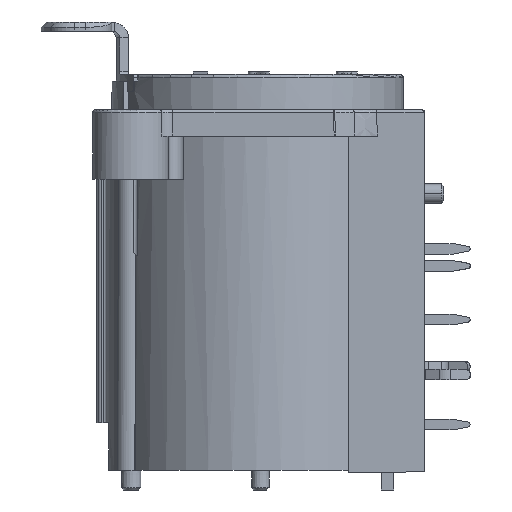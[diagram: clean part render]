
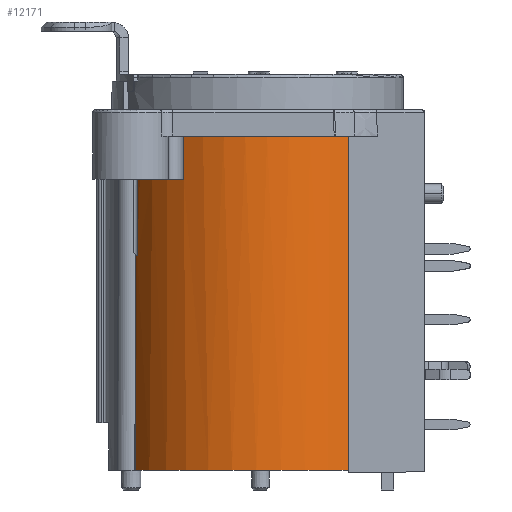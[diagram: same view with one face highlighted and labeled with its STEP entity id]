
A CAD part, left-side view. The second image highlights one B-rep face of the part: STEP entity #12171.
In plain terms, the highlighted cylindrical face has radius 10.9 mm (diameter 21.8 mm), a partial arc.
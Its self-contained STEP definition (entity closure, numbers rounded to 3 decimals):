
#156=CARTESIAN_POINT('',(12.8,14.,-8.2));
#157=DIRECTION('',(0.,0.,-1.));
#158=DIRECTION('',(-0.844,0.537,0.));
#159=AXIS2_PLACEMENT_3D('',#156,#157,#158);
#238=DIRECTION('',(0.,0.,-1.));
#239=VECTOR('',#238,25.493);
#240=CARTESIAN_POINT('',(4.2,7.303,-4.9));
#241=LINE('',#240,#239);
#242=CARTESIAN_POINT('',(7.249,23.38,-14.));
#243=CARTESIAN_POINT('',(7.244,23.378,-12.998));
#244=CARTESIAN_POINT('',(7.235,23.372,-10.988));
#245=CARTESIAN_POINT('',(7.221,23.364,-7.919));
#246=CARTESIAN_POINT('',(7.211,23.358,-5.905));
#247=CARTESIAN_POINT('',(7.206,23.355,-4.9));
#249=DIRECTION('',(0.,0.,-1.));
#250=VECTOR('',#249,3.3);
#251=CARTESIAN_POINT('',(6.952,23.198,-4.9));
#252=LINE('',#251,#250);
#253=CARTESIAN_POINT('',(12.8,14.,-4.9));
#254=DIRECTION('',(0.,0.,1.));
#255=DIRECTION('',(-0.844,0.537,0.));
#256=AXIS2_PLACEMENT_3D('',#253,#254,#255);
#4810=CARTESIAN_POINT('',(12.8,14.,-30.393));
#4811=DIRECTION('',(0.,0.,1.));
#4812=DIRECTION('',(-0.488,0.873,0.));
#4813=AXIS2_PLACEMENT_3D('',#4810,#4811,#4812);
#6056=CARTESIAN_POINT('',(12.8,14.,-4.9));
#6057=DIRECTION('',(0.,0.,-1.));
#6058=DIRECTION('',(-0.537,0.844,0.));
#6059=AXIS2_PLACEMENT_3D('',#6056,#6057,#6058);
#6121=CARTESIAN_POINT('',(7.249,23.38,-14.));
#6122=CARTESIAN_POINT('',(7.25,23.381,-14.));
#6123=CARTESIAN_POINT('',(7.252,23.382,-14.));
#6124=CARTESIAN_POINT('',(7.255,23.384,-14.));
#6125=CARTESIAN_POINT('',(7.256,23.385,-14.));
#6126=CARTESIAN_POINT('',(7.257,23.385,-14.));
#6156=CARTESIAN_POINT('',(12.8,14.,-14.));
#6157=DIRECTION('',(0.,0.,1.));
#6158=DIRECTION('',(-0.493,0.87,0.));
#6159=AXIS2_PLACEMENT_3D('',#6156,#6157,#6158);
#6167=CARTESIAN_POINT('',(7.505,23.527,-30.393));
#6168=CARTESIAN_POINT('',(7.48,23.514,-24.929));
#6169=CARTESIAN_POINT('',(7.455,23.499,-19.464));
#6170=CARTESIAN_POINT('',(7.43,23.485,-14.));
#6176=CARTESIAN_POINT('',(12.8,14.,-30.393));
#6177=DIRECTION('',(0.,0.,1.));
#6178=DIRECTION('',(-0.486,0.874,0.));
#6179=AXIS2_PLACEMENT_3D('',#6176,#6177,#6178);
#6578=DIRECTION('',(0.,0.,-1.));
#6579=VECTOR('',#6578,3.3);
#6580=CARTESIAN_POINT('',(3.602,19.848,-4.9));
#6581=LINE('',#6580,#6579);
#10024=CARTESIAN_POINT('',(6.952,23.198,
-4.9));
#10025=CARTESIAN_POINT('',(7.206,23.355,
-4.9));
#10026=VERTEX_POINT('',#10024);
#10027=VERTEX_POINT('',#10025);
#10045=CARTESIAN_POINT('',(6.952,23.198,
-8.2));
#10046=VERTEX_POINT('',#10045);
#10047=CARTESIAN_POINT('',(3.602,19.848,
-8.2));
#10048=VERTEX_POINT('',#10047);
#10049=CARTESIAN_POINT('',(3.602,19.848,
-4.9));
#10050=VERTEX_POINT('',#10049);
#11542=CARTESIAN_POINT('',(7.43,23.485,
-14.));
#11543=CARTESIAN_POINT('',(7.257,23.385,
-14.));
#11544=VERTEX_POINT('',#11542);
#11545=VERTEX_POINT('',#11543);
#11546=VERTEX_POINT('',#6121);
#11547=VERTEX_POINT('',#6167);
#11548=CARTESIAN_POINT('',(7.486,23.517,
-30.393));
#11549=VERTEX_POINT('',#11548);
#11657=CARTESIAN_POINT('',(4.2,7.303,
-30.393));
#11659=VERTEX_POINT('',#11657);
#11662=CARTESIAN_POINT('',(4.2,7.303,
-4.9));
#11663=VERTEX_POINT('',#11662);
#12142=CARTESIAN_POINT('',(12.8,14.,-8.9));
#12143=DIRECTION('',(0.,0.,-1.));
#12144=DIRECTION('',(-1.,0.,0.));
#12145=AXIS2_PLACEMENT_3D('',#12142,#12143,#12144);
#12146=CYLINDRICAL_SURFACE('',#12145,10.9);
#12148=ORIENTED_EDGE('',*,*,#12147,.T.);
#12150=ORIENTED_EDGE('',*,*,#12149,.F.);
#12152=ORIENTED_EDGE('',*,*,#12151,.F.);
#12154=ORIENTED_EDGE('',*,*,#12153,.T.);
#12156=ORIENTED_EDGE('',*,*,#12155,.T.);
#12158=ORIENTED_EDGE('',*,*,#12157,.F.);
#12160=ORIENTED_EDGE('',*,*,#12159,.T.);
#12162=ORIENTED_EDGE('',*,*,#12161,.F.);
#12163=ORIENTED_EDGE('',*,*,#12036,.T.);
#12164=ORIENTED_EDGE('',*,*,#12018,.F.);
#12166=ORIENTED_EDGE('',*,*,#12165,.F.);
#12168=ORIENTED_EDGE('',*,*,#12167,.T.);
#12169=EDGE_LOOP('',(#12148,#12150,#12152,#12154,#12156,#12158,#12160,#12162,
#12163,#12164,#12166,#12168));
#12170=FACE_OUTER_BOUND('',#12169,.F.);
#12171=ADVANCED_FACE('',(#12170),#12146,.T.);
#160=CIRCLE('',#159,10.9);
#248=B_SPLINE_CURVE_WITH_KNOTS('',3,(#242,#243,#244,#245,#246,#247),
.UNSPECIFIED.,.F.,.F.,(4,1,1,4),(0.,0.333,0.667,1.),
.UNSPECIFIED.);
#257=CIRCLE('',#256,10.9);
#4814=CIRCLE('',#4813,10.9);
#6060=CIRCLE('',#6059,10.9);
#6127=B_SPLINE_CURVE_WITH_KNOTS('',3,(#6121,#6122,#6123,#6124,#6125,#6126),
.UNSPECIFIED.,.F.,.F.,(4,1,1,4),(0.,0.333,0.667,1.),
.UNSPECIFIED.);
#6160=CIRCLE('',#6159,10.9);
#6171=B_SPLINE_CURVE_WITH_KNOTS('',3,(#6167,#6168,#6169,#6170),.UNSPECIFIED.,
.F.,.F.,(4,4),(0.,1.),.UNSPECIFIED.);
#6180=CIRCLE('',#6179,10.9);
#12018=EDGE_CURVE('',#10048,#10046,#160,.T.);
#12036=EDGE_CURVE('',#10026,#10046,#252,.T.);
#12147=EDGE_CURVE('',#11663,#11659,#241,.T.);
#12149=EDGE_CURVE('',#11549,#11659,#4814,.T.);
#12151=EDGE_CURVE('',#11547,#11549,#6180,.T.);
#12153=EDGE_CURVE('',#11547,#11544,#6171,.T.);
#12155=EDGE_CURVE('',#11544,#11545,#6160,.T.);
#12157=EDGE_CURVE('',#11546,#11545,#6127,.T.);
#12159=EDGE_CURVE('',#11546,#10027,#248,.T.);
#12161=EDGE_CURVE('',#10026,#10027,#6060,.T.);
#12165=EDGE_CURVE('',#10050,#10048,#6581,.T.);
#12167=EDGE_CURVE('',#10050,#11663,#257,.T.);
